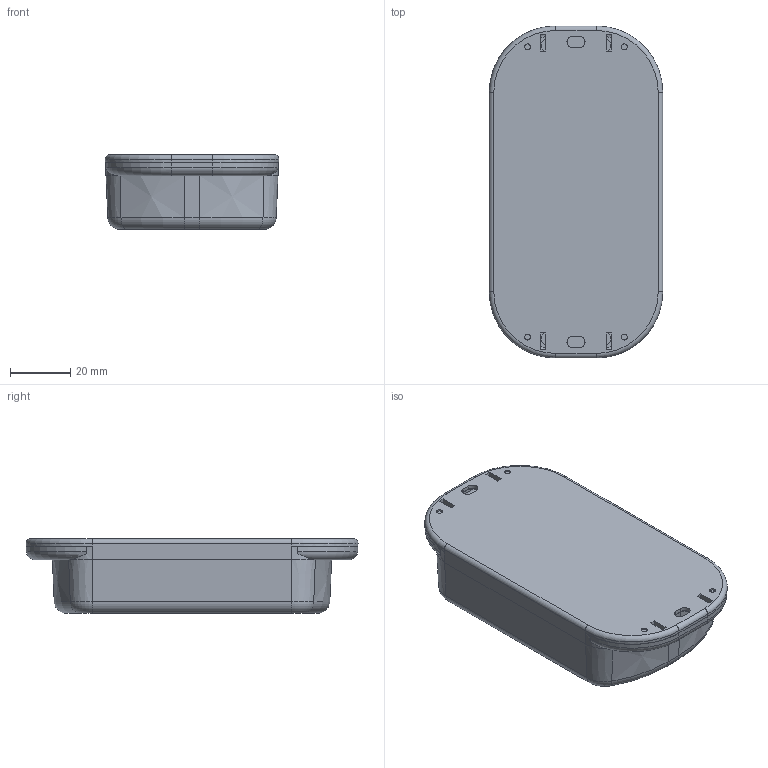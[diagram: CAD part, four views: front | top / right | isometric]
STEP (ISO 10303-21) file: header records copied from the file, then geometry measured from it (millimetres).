
FILE_DESCRIPTION (( 'STEP AP203' ), '1' );
FILE_NAME ('ZM92.57.25U.STEP', '2023-10-17T08:17:04', ( '' ), ( '' ), 'SwSTEP 2.0', 'SolidWorks 2015', '' );
FILE_SCHEMA (( 'CONFIG_CONTROL_DESIGN' ));
Length unit declared in the file: millimetre
Products named in the file (4): ZM92.57.25U_Plug; ZM92.57.25U; ZM92.57.25U_Cover; ZM92.57.25U_Base
Assembly tree (4 placements, depth 2):
  ZM92.57.25U
    ZM92.57.25U_Base
    ZM92.57.25U_Cover
    ZM92.57.25U_Plug  x2
Bounding box: 57.47 x 109.97 x 24.75 mm (x, y, z)
Volume: 41854.4 mm3; surface area: 37669.9 mm2
Topology: 4 solids, 4 shells, 441 faces, 1088 edges, 714 vertices
Faces by surface type: plane 154, cylinder 153, cone 81, torus 28, bspline 25
Entity records: 13656 total; most frequent: CARTESIAN_POINT 3696, DIRECTION 2076, ORIENTED_EDGE 1932, EDGE_CURVE 966, AXIS2_PLACEMENT_3D 827, VERTEX_POINT 631, EDGE_LOOP 471, CIRCLE 446
